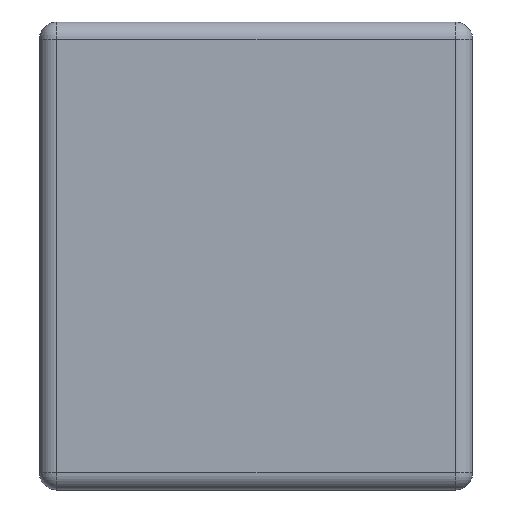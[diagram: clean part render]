
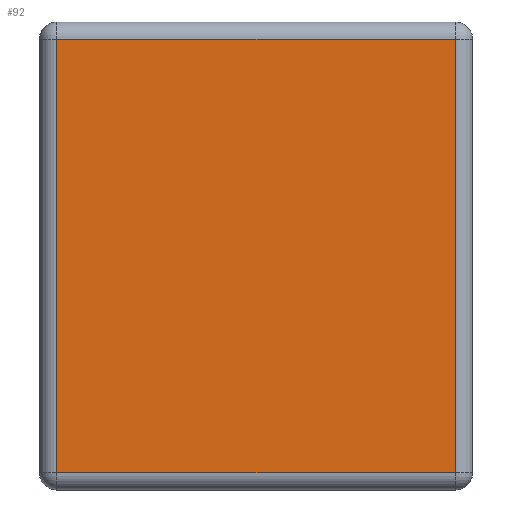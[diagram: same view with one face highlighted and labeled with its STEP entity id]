
A CAD part, left-side view. The second image highlights one B-rep face of the part: STEP entity #92.
In plain terms, the highlighted planar face has unit normal (-1, 0, 0).
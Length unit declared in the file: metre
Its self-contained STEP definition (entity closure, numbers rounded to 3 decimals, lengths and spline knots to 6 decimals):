
#92 = ADVANCED_FACE( '', ( #215 ), #216, .F. );
#215 = FACE_OUTER_BOUND( '', #370, .T. );
#216 = PLANE( '', #371 );
#370 = EDGE_LOOP( '', ( #538, #539, #540, #541 ) );
#371 = AXIS2_PLACEMENT_3D( '', #542, #543, #544 );
#538 = ORIENTED_EDGE( '', *, *, #894, .T. );
#539 = ORIENTED_EDGE( '', *, *, #895, .T. );
#540 = ORIENTED_EDGE( '', *, *, #896, .T. );
#541 = ORIENTED_EDGE( '', *, *, #897, .T. );
#542 = CARTESIAN_POINT( '', ( -0.001, -0.000625, 0.000675 ) );
#543 = DIRECTION( '', ( 1., 0., 0. ) );
#544 = DIRECTION( '', ( 0., 0., -1. ) );
#894 = EDGE_CURVE( '', #1055, #1056, #1057, .T. );
#895 = EDGE_CURVE( '', #1056, #1058, #1059, .T. );
#896 = EDGE_CURVE( '', #1058, #1060, #1061, .F. );
#897 = EDGE_CURVE( '', #1060, #1055, #1062, .F. );
#1055 = VERTEX_POINT( '', #1264 );
#1056 = VERTEX_POINT( '', #1265 );
#1057 = LINE( '', #1266, #1267 );
#1058 = VERTEX_POINT( '', #1268 );
#1059 = LINE( '', #1269, #1270 );
#1060 = VERTEX_POINT( '', #1271 );
#1061 = LINE( '', #1272, #1273 );
#1062 = LINE( '', #1274, #1275 );
#1264 = CARTESIAN_POINT( '', ( -0.001, -0.000575, 0.0013 ) );
#1265 = CARTESIAN_POINT( '', ( -0.001, 0.000575, 0.0013 ) );
#1266 = CARTESIAN_POINT( '', ( -0.001, -0.000625, 0.0013 ) );
#1267 = VECTOR( '', #1501, 1. );
#1268 = CARTESIAN_POINT( '', ( -0.001, 0.000575, 0.00005 ) );
#1269 = CARTESIAN_POINT( '', ( -0.001, 0.000575, 0.000675 ) );
#1270 = VECTOR( '', #1502, 1. );
#1271 = CARTESIAN_POINT( '', ( -0.001, -0.000575, 0.00005 ) );
#1272 = CARTESIAN_POINT( '', ( -0.001, -0.000625, 0.00005 ) );
#1273 = VECTOR( '', #1503, 1. );
#1274 = CARTESIAN_POINT( '', ( -0.001, -0.000575, 0.00135 ) );
#1275 = VECTOR( '', #1504, 1. );
#1501 = DIRECTION( '', ( 0., 1., 0. ) );
#1502 = DIRECTION( '', ( 0., 0., -1. ) );
#1503 = DIRECTION( '', ( 0., 1., 0. ) );
#1504 = DIRECTION( '', ( 0., 0., -1. ) );
